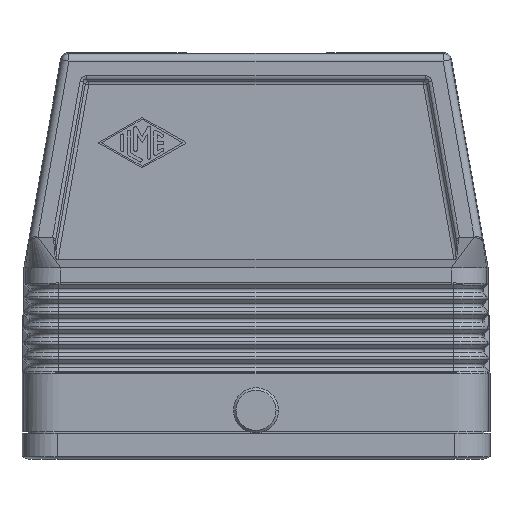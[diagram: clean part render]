
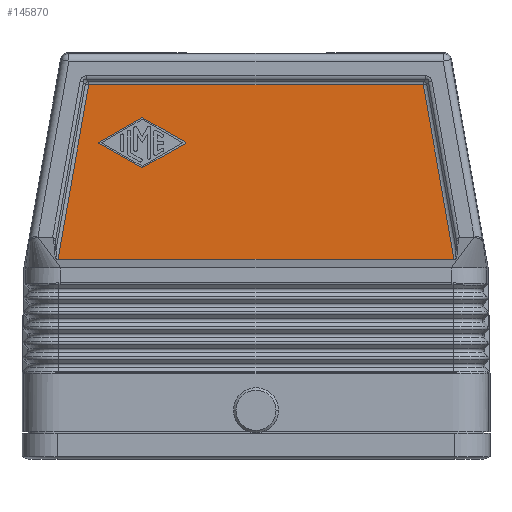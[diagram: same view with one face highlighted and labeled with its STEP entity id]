
A CAD part, left-side view. The second image highlights one B-rep face of the part: STEP entity #145870.
In plain terms, the highlighted planar face has unit normal (-1, 0, 0).
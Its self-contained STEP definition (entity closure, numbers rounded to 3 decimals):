
#87100=CARTESIAN_POINT('',(374.083,-12.317,
48.893));
#87110=DIRECTION('',(1.,0.,0.));
#87120=DIRECTION('',(0.,1.,0.));
#87130=AXIS2_PLACEMENT_3D('',#87100,#87110,#87120);
#87140=PLANE('',#87130);
#138900=CARTESIAN_POINT('',(374.083,56.725,
34.925));
#138910=VERTEX_POINT('',#138900);
#138940=CARTESIAN_POINT('',(374.083,-2.633,
34.925));
#138950=DIRECTION('',(0.,-1.,0.));
#138960=VECTOR('',#138950,1.);
#138970=LINE('',#138940,#138960);
#138980=CARTESIAN_POINT('',(374.083,-22.413,
34.925));
#138990=VERTEX_POINT('',#138980);
#139000=EDGE_CURVE('',#138910,#138990,#138970,.T.);
#143140=CARTESIAN_POINT('',(374.083,-16.265,
69.818));
#143150=VERTEX_POINT('',#143140);
#143200=CARTESIAN_POINT('',(374.083,44.373,
69.818));
#143210=DIRECTION('',(0.,1.,0.));
#143220=VECTOR('',#143210,1.);
#143230=LINE('',#143200,#143220);
#143240=CARTESIAN_POINT('',(374.083,50.578,
69.818));
#143250=VERTEX_POINT('',#143240);
#143260=EDGE_CURVE('',#143150,#143250,#143230,.T.);
#144390=CARTESIAN_POINT('',(374.083,-26.411,
12.233));
#144400=DIRECTION('',(0.,-0.174,-0.985));
#144410=VECTOR('',#144400,1.);
#144420=LINE('',#144390,#144410);
#144430=EDGE_CURVE('',#143150,#138990,#144420,.T.);
#145060=ORIENTED_EDGE('',*,*,#139000,.T.);
#145070=CARTESIAN_POINT('',(374.083,60.723,
12.233));
#145080=DIRECTION('',(0.,0.174,-0.985));
#145090=VECTOR('',#145080,1.);
#145100=LINE('',#145070,#145090);
#145110=EDGE_CURVE('',#143250,#138910,#145100,.T.);
#145120=ORIENTED_EDGE('',*,*,#145110,.T.);
#145130=ORIENTED_EDGE('',*,*,#143260,.T.);
#145140=ORIENTED_EDGE('',*,*,#144430,.F.);
#145150=EDGE_LOOP('',(#145140,#145130,#145120,#145060));
#145160=FACE_OUTER_BOUND('',#145150,.T.);
#145170=CARTESIAN_POINT('',(374.083,44.373,
65.836));
#145180=DIRECTION('',(0.,0.868,0.496));
#145190=VECTOR('',#145180,1.);
#145200=LINE('',#145170,#145190);
#145210=CARTESIAN_POINT('',(374.083,31.324,
58.377));
#145220=VERTEX_POINT('',#145210);
#145230=CARTESIAN_POINT('',(374.083,39.741,
63.188));
#145240=VERTEX_POINT('',#145230);
#145250=EDGE_CURVE('',#145220,#145240,#145200,.T.);
#145260=ORIENTED_EDGE('',*,*,#145250,.F.);
#145270=CARTESIAN_POINT('',(374.083,39.906,
62.899));
#145280=DIRECTION('',(-1.,0.,0.));
#145290=DIRECTION('',(0.,-1.,0.));
#145300=AXIS2_PLACEMENT_3D('',#145270,#145280,#145290);
#145310=CIRCLE('',#145300,0.333);
#145320=CARTESIAN_POINT('',(374.083,40.072,
63.188));
#145330=VERTEX_POINT('',#145320);
#145340=EDGE_CURVE('',#145240,#145330,#145310,.T.);
#145350=ORIENTED_EDGE('',*,*,#145340,.F.);
#145360=CARTESIAN_POINT('',(374.083,44.373,
60.73));
#145370=DIRECTION('',(0.,0.868,-0.496));
#145380=VECTOR('',#145370,1.);
#145390=LINE('',#145360,#145380);
#145400=CARTESIAN_POINT('',(374.083,48.488,
58.377));
#145410=VERTEX_POINT('',#145400);
#145420=EDGE_CURVE('',#145330,#145410,#145390,.T.);
#145430=ORIENTED_EDGE('',*,*,#145420,.F.);
#145440=CARTESIAN_POINT('',(374.083,48.405,
58.233));
#145450=DIRECTION('',(-1.,0.,0.));
#145460=DIRECTION('',(0.,-1.,0.));
#145470=AXIS2_PLACEMENT_3D('',#145440,#145450,#145460);
#145480=CIRCLE('',#145470,0.167);
#145490=CARTESIAN_POINT('',(374.083,48.488,
58.088));
#145500=VERTEX_POINT('',#145490);
#145510=EDGE_CURVE('',#145410,#145500,#145480,.T.);
#145520=ORIENTED_EDGE('',*,*,#145510,.F.);
#145530=CARTESIAN_POINT('',(374.083,44.373,
55.735));
#145540=DIRECTION('',(0.,-0.868,-0.496));
#145550=VECTOR('',#145540,1.);
#145560=LINE('',#145530,#145550);
#145570=CARTESIAN_POINT('',(374.083,40.072,
53.277));
#145580=VERTEX_POINT('',#145570);
#145590=EDGE_CURVE('',#145500,#145580,#145560,.T.);
#145600=ORIENTED_EDGE('',*,*,#145590,.F.);
#145610=CARTESIAN_POINT('',(374.083,39.906,
53.566));
#145620=DIRECTION('',(-1.,0.,0.));
#145630=DIRECTION('',(0.,-1.,0.));
#145640=AXIS2_PLACEMENT_3D('',#145610,#145620,#145630);
#145650=CIRCLE('',#145640,0.333);
#145660=CARTESIAN_POINT('',(374.083,39.741,
53.277));
#145670=VERTEX_POINT('',#145660);
#145680=EDGE_CURVE('',#145580,#145670,#145650,.T.);
#145690=ORIENTED_EDGE('',*,*,#145680,.F.);
#145700=CARTESIAN_POINT('',(374.083,44.373,
50.63));
#145710=DIRECTION('',(0.,-0.868,0.496));
#145720=VECTOR('',#145710,1.);
#145730=LINE('',#145700,#145720);
#145740=CARTESIAN_POINT('',(374.083,31.324,
58.088));
#145750=VERTEX_POINT('',#145740);
#145760=EDGE_CURVE('',#145670,#145750,#145730,.T.);
#145770=ORIENTED_EDGE('',*,*,#145760,.F.);
#145780=CARTESIAN_POINT('',(374.083,31.407,
58.233));
#145790=DIRECTION('',(-1.,0.,0.));
#145800=DIRECTION('',(0.,-1.,0.));
#145810=AXIS2_PLACEMENT_3D('',#145780,#145790,#145800);
#145820=CIRCLE('',#145810,0.167);
#145830=EDGE_CURVE('',#145750,#145220,#145820,.T.);
#145840=ORIENTED_EDGE('',*,*,#145830,.F.);
#145850=EDGE_LOOP('',(#145840,#145770,#145690,#145600,#145520,#145430,
#145350,#145260));
#145860=FACE_BOUND('',#145850,.T.);
#145870=ADVANCED_FACE('',(#145160,#145860),#87140,.F.);
